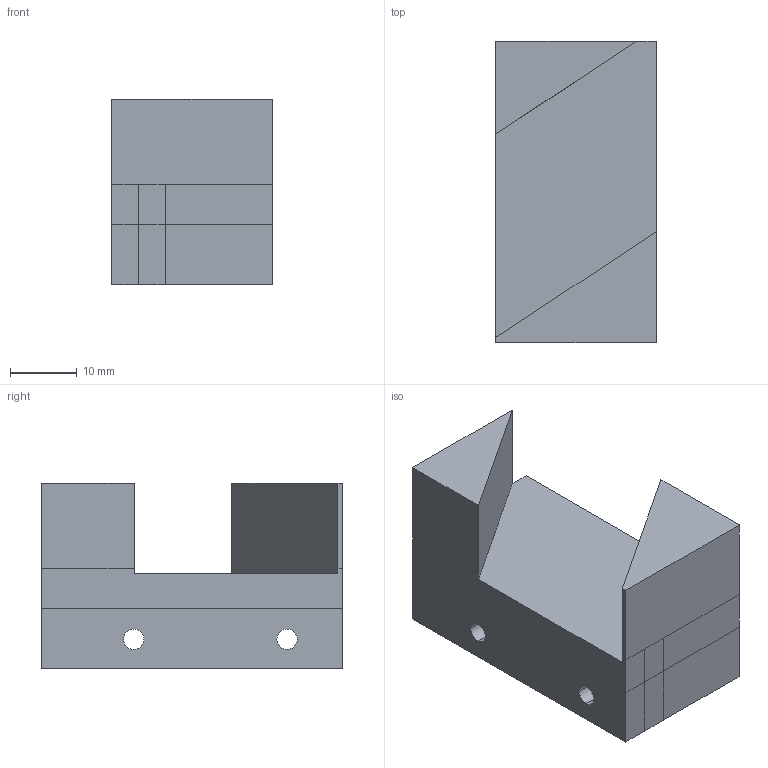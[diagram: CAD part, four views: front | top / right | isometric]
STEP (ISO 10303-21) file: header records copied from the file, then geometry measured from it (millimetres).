
FILE_DESCRIPTION(/* description */ ('FreeCAD Model','CAx-IF Rec.Pracs.---Representation and Presentation of Product Manufacturing Information (PMI)---4.0---2014-10-13'),/* implementation_level */ '2;1');
FILE_NAME(/* name */ 'Grating_for_422nm.step',/* time_stamp */ '2025-01-31T14:38:51-05:00',/* author */ (''),/* organization */ (''),/* preprocessor_version */ 'ST-DEVELOPER v20',/* originating_system */ 'Autodesk Translation Framework v13.20.0.188',/* authorisation */ '');
FILE_SCHEMA (('AP242_MANAGED_MODEL_BASED_3D_ENGINEERING_MIM_LF { 1 0 10303 442 1 1 4 }'));
Length unit declared in the file: millimetre
Products named in the file (2): Unnamed4; test
Assembly tree (1 placements, depth 2):
  Unnamed4
    test
Bounding box: 24 x 45 x 27.7 mm (x, y, z)
Volume: 19130.5 mm3; surface area: 6600 mm2
Topology: 1 solids, 1 shells, 63 faces, 162 edges, 103 vertices
Faces by surface type: plane 47, cylinder 16
Entity records: 1956 total; most frequent: CARTESIAN_POINT 331, DIRECTION 326, ORIENTED_EDGE 324, EDGE_CURVE 162, LINE 130, VECTOR 130, VERTEX_POINT 103, AXIS2_PLACEMENT_3D 98
